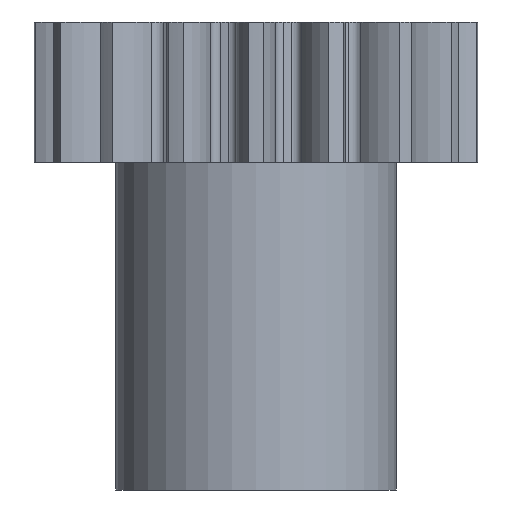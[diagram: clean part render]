
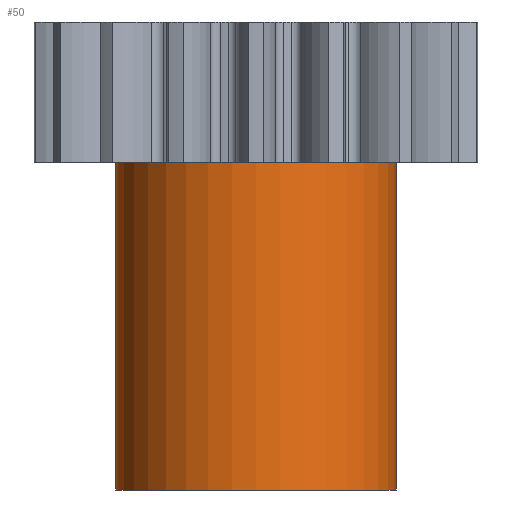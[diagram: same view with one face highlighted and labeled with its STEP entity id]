
A CAD part, front view. The second image highlights one B-rep face of the part: STEP entity #50.
In plain terms, the highlighted cylindrical face has radius 3 mm (diameter 6 mm), a partial arc.
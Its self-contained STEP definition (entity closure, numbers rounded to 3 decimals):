
#50 = ADVANCED_FACE ( 'NONE', ( #2111 ), #2081, .T. ) ;
#52 = ORIENTED_EDGE ( 'NONE', *, *, #142, .T. ) ;
#57 = EDGE_CURVE ( 'NONE', #82, #178, #2082, .T. ) ;
#67 = ORIENTED_EDGE ( 'NONE', *, *, #131, .T. ) ;
#68 = ORIENTED_EDGE ( 'NONE', *, *, #57, .F. ) ;
#82 = VERTEX_POINT ( 'NONE', #1678 ) ;
#112 = VERTEX_POINT ( 'NONE', #1675 ) ;
#125 = ORIENTED_EDGE ( 'NONE', *, *, #732, .F. ) ;
#128 = VERTEX_POINT ( 'NONE', #1685 ) ;
#131 = EDGE_CURVE ( 'NONE', #112, #128, #1667, .T. ) ;
#142 = EDGE_CURVE ( 'NONE', #82, #112, #1767, .T. ) ;
#178 = VERTEX_POINT ( 'NONE', #1842 ) ;
#180 = EDGE_LOOP ( 'NONE', ( #68, #52, #67, #125 ) ) ;
#732 = EDGE_CURVE ( 'NONE', #178, #128, #2451, .T. ) ;
#1664 = CARTESIAN_POINT ( 'NONE',  ( 3., 0., -7. ) ) ;
#1667 = LINE ( 'NONE', #1664, #1672 ) ;
#1671 = DIRECTION ( 'NONE',  ( 0., 0., 1. ) ) ;
#1672 = VECTOR ( 'NONE', #1671, 1000. ) ;
#1675 = CARTESIAN_POINT ( 'NONE',  ( 3., 0., -7. ) ) ;
#1678 = CARTESIAN_POINT ( 'NONE',  ( -3., 0., -7. ) ) ;
#1685 = CARTESIAN_POINT ( 'NONE',  ( 3., 0., 0. ) ) ;
#1761 = CARTESIAN_POINT ( 'NONE',  ( 0., 0., -7. ) ) ;
#1767 = CIRCLE ( 'NONE', #1839, 3. ) ;
#1805 = DIRECTION ( 'NONE',  ( 1., 0., 0. ) ) ;
#1835 = DIRECTION ( 'NONE',  ( 0., 0., 1. ) ) ;
#1839 = AXIS2_PLACEMENT_3D ( 'NONE', #1761, #1835, #1805 ) ;
#1842 = CARTESIAN_POINT ( 'NONE',  ( -3., 0., 0. ) ) ;
#2081 = CYLINDRICAL_SURFACE ( 'NONE', #2114, 3. ) ;
#2082 = LINE ( 'NONE', #2125, #2124 ) ;
#2088 = CARTESIAN_POINT ( 'NONE',  ( 0., 0., -7. ) ) ;
#2111 = FACE_OUTER_BOUND ( 'NONE', #180, .T. ) ;
#2112 = DIRECTION ( 'NONE',  ( 1., 0., 0. ) ) ;
#2114 = AXIS2_PLACEMENT_3D ( 'NONE', #2088, #2129, #2112 ) ;
#2123 = DIRECTION ( 'NONE',  ( 0., 0., 1. ) ) ;
#2124 = VECTOR ( 'NONE', #2123, 1000. ) ;
#2125 = CARTESIAN_POINT ( 'NONE',  ( -3., 0., -7. ) ) ;
#2129 = DIRECTION ( 'NONE',  ( 0., 0., 1. ) ) ;
#2451 = CIRCLE ( 'NONE', #2458, 3. ) ;
#2458 = AXIS2_PLACEMENT_3D ( 'NONE', #2461, #2678, #2676 ) ;
#2461 = CARTESIAN_POINT ( 'NONE',  ( 0., 0., 0. ) ) ;
#2676 = DIRECTION ( 'NONE',  ( 1., 0., 0. ) ) ;
#2678 = DIRECTION ( 'NONE',  ( 0., 0., 1. ) ) ;
